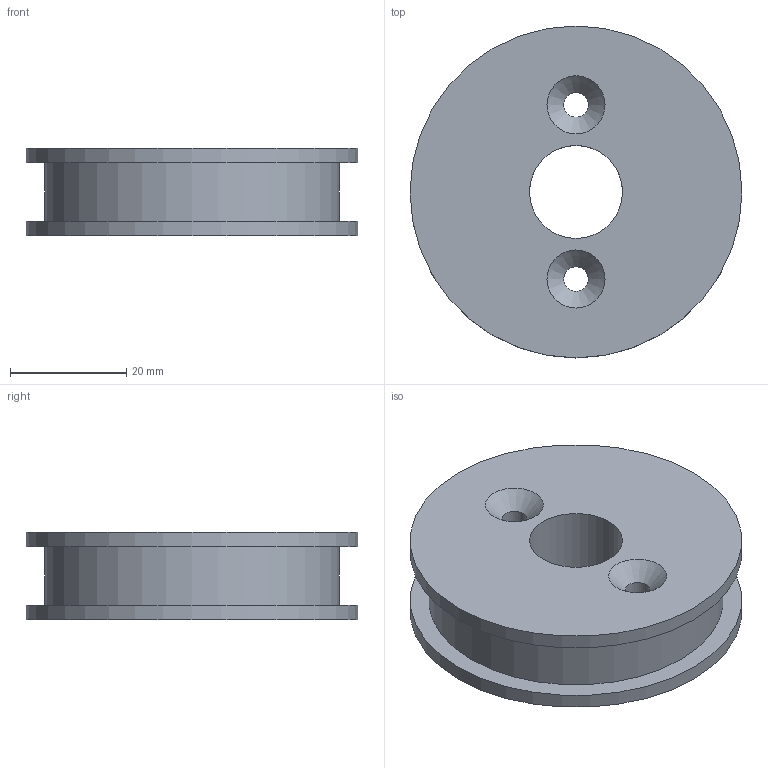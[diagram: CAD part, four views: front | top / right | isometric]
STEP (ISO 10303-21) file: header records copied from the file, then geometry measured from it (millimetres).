
FILE_DESCRIPTION(/* description */ (''),/* implementation_level */ '2;1');
FILE_NAME(/* name */ 'weapon_pulley(BIG) v4.step',/* time_stamp */ '2025-10-23T12:44:53-04:00',/* author */ (''),/* organization */ (''),/* preprocessor_version */ 'ST-DEVELOPER v20.1',/* originating_system */ 'Autodesk Translation Framework v14.17.0.0',/* authorisation */ '');
FILE_SCHEMA (('AUTOMOTIVE_DESIGN { 1 0 10303 214 3 1 1 }'));
Length unit declared in the file: inch
Products named in the file (1): weapon_pulley(BIG)
Bounding box: 57.15 x 57.15 x 15 mm (x, y, z)
Volume: 29495.3 mm3; surface area: 9372.1 mm2
Topology: 1 solids, 1 shells, 12 faces, 22 edges, 14 vertices
Faces by surface type: cylinder 6, plane 4, cone 2
Full cylindrical faces by diameter (mm): 4.234 x2, 16 x1, 50.8 x1, 57.15 x2
Entity records: 351 total; most frequent: DIRECTION 62, CARTESIAN_POINT 49, ORIENTED_EDGE 44, AXIS2_PLACEMENT_3D 27, EDGE_CURVE 22, EDGE_LOOP 20, CIRCLE 14, VERTEX_POINT 14
